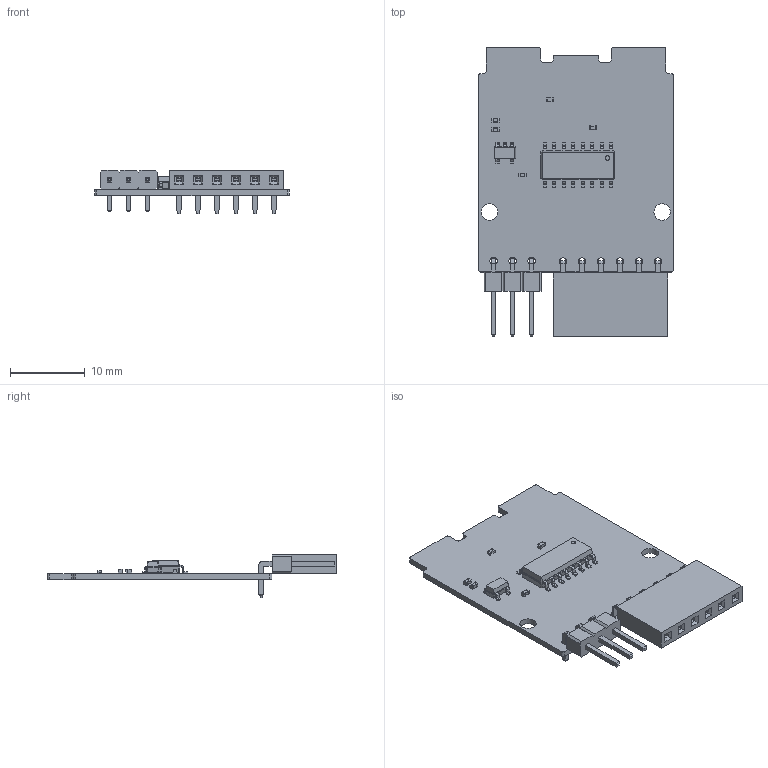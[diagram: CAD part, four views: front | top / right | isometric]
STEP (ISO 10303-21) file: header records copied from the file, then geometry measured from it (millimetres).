
FILE_DESCRIPTION(('KiCad electronic assembly'),'2;1');
FILE_NAME('USB-C to TLL UART.step','2022-06-21T15:20:47',('An Author'),( 'A Company'),'Open CASCADE STEP processor 6.9', 'KiCad to STEP converter','Unknown');
FILE_SCHEMA(('AUTOMOTIVE_DESIGN { 1 0 10303 214 1 1 1 1 }'));
Length unit declared in the file: millimetre
Products named in the file (14): Open CASCADE STEP translator 6.9 1; PinHeader_1x03_P2.54mm_Horizontal; SOLID; PinSocket_1x06_P2.54mm_Horizontal; C_0402_1005Metric; SOT-23-5; R_0402_1005Metric; SOIC-16_3.9x9.9mm_P1.27mm; COMPOUND
Assembly tree (16 placements, depth 3):
  Open CASCADE STEP translator 6.9 1
    PinHeader_1x03_P2.54mm_Horizontal
      SOLID
    PinSocket_1x06_P2.54mm_Horizontal
      SOLID
    C_0402_1005Metric  x4
      SOLID
    SOT-23-5
      SOLID
    R_0402_1005Metric
      SOLID
    SOIC-16_3.9x9.9mm_P1.27mm
      SOLID
    COMPOUND
Bounding box: 26 x 38.64 x 5.84 mm (x, y, z)
Volume: 1040.5 mm3; surface area: 2543.9 mm2
Topology: 10 solids, 10 shells, 875 faces, 2282 edges, 1460 vertices
Faces by surface type: plane 623, cylinder 183, bspline 69
Full cylindrical faces by diameter (mm): 0.6 x1, 1 x9, 2.2 x2
Entity records: 56343 total; most frequent: CARTESIAN_POINT 9432, DIRECTION 7647, LINE 5403, VECTOR 5403, ORIENTED_EDGE 4132, PCURVE 4132, DEFINITIONAL_REPRESENTATION 4132, EDGE_CURVE 2066
